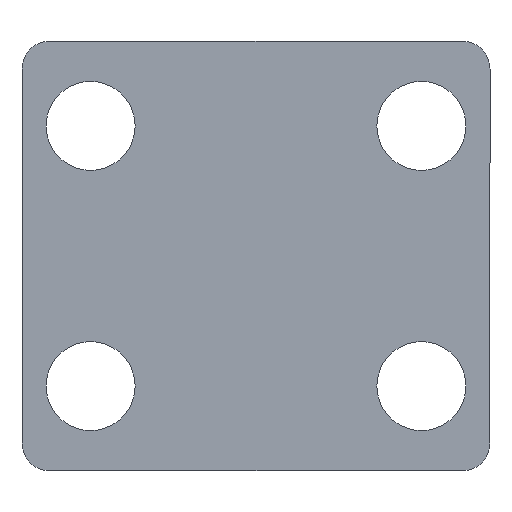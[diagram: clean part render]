
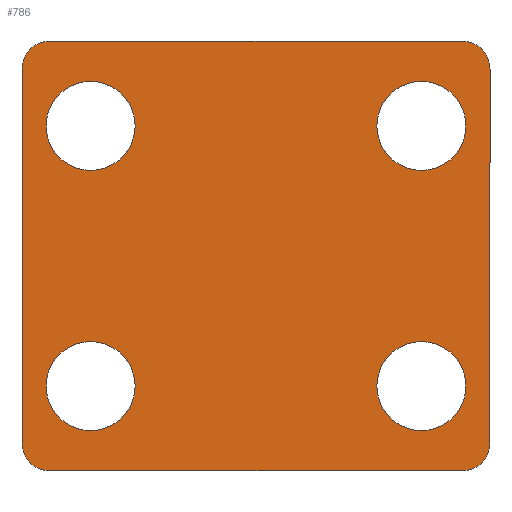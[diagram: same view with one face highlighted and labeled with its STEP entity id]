
A CAD part, front view. The second image highlights one B-rep face of the part: STEP entity #786.
In plain terms, the highlighted planar face has unit normal (0, -1, 0).
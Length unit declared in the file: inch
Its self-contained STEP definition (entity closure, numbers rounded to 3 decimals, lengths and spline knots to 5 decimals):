
#4 = LINE ( 'NONE', #417, #240 ) ;
#11 = VECTOR ( 'NONE', #222, 39.37008 ) ;
#23 = AXIS2_PLACEMENT_3D ( 'NONE', #554, #141, #704 ) ;
#25 = AXIS2_PLACEMENT_3D ( 'NONE', #329, #391, #335 ) ;
#28 = VERTEX_POINT ( 'NONE', #323 ) ;
#40 = CARTESIAN_POINT ( 'NONE',  ( -0.5945, 0., 0.4675 ) ) ;
#56 = AXIS2_PLACEMENT_3D ( 'NONE', #278, #354, #700 ) ;
#60 = CARTESIAN_POINT ( 'NONE',  ( 0.841, 0., 0.672 ) ) ;
#69 = ORIENTED_EDGE ( 'NONE', *, *, #866, .T. ) ;
#72 = DIRECTION ( 'NONE',  ( 0., 0., 1. ) ) ;
#87 = CARTESIAN_POINT ( 'NONE',  ( -0.5945, 0., 0.3075 ) ) ;
#94 = AXIS2_PLACEMENT_3D ( 'NONE', #128, #896, #683 ) ;
#97 = EDGE_CURVE ( 'NONE', #161, #768, #304, .T. ) ;
#98 = VERTEX_POINT ( 'NONE', #325 ) ;
#100 = CARTESIAN_POINT ( 'NONE',  ( 0.741, 0., -0.772 ) ) ;
#117 = DIRECTION ( 'NONE',  ( 0., 0., 1. ) ) ;
#118 = EDGE_CURVE ( 'NONE', #515, #288, #175, .T. ) ;
#128 = CARTESIAN_POINT ( 'NONE',  ( -0.741, 0., 0.672 ) ) ;
#129 = EDGE_CURVE ( 'NONE', #675, #98, #556, .T. ) ;
#141 = DIRECTION ( 'NONE',  ( 0., -1., 0. ) ) ;
#144 = FACE_BOUND ( 'NONE', #456, .T. ) ;
#147 = EDGE_CURVE ( 'NONE', #451, #594, #887, .T. ) ;
#161 = VERTEX_POINT ( 'NONE', #591 ) ;
#162 = CARTESIAN_POINT ( 'NONE',  ( -0.5945, 0., -0.4675 ) ) ;
#172 = ORIENTED_EDGE ( 'NONE', *, *, #684, .F. ) ;
#174 = AXIS2_PLACEMENT_3D ( 'NONE', #162, #430, #650 ) ;
#175 = CIRCLE ( 'NONE', #94, 0.1 ) ;
#180 = EDGE_CURVE ( 'NONE', #295, #723, #842, .T. ) ;
#183 = CARTESIAN_POINT ( 'NONE',  ( 0.741, 0., -0.672 ) ) ;
#201 = CARTESIAN_POINT ( 'NONE',  ( 0.5945, 0., 0.4675 ) ) ;
#210 = CARTESIAN_POINT ( 'NONE',  ( -0.841, 0., -0.672 ) ) ;
#222 = DIRECTION ( 'NONE',  ( -1., 0., 0. ) ) ;
#224 = EDGE_CURVE ( 'NONE', #438, #28, #367, .T. ) ;
#226 = ORIENTED_EDGE ( 'NONE', *, *, #479, .T. ) ;
#230 = ORIENTED_EDGE ( 'NONE', *, *, #118, .T. ) ;
#235 = VERTEX_POINT ( 'NONE', #210 ) ;
#240 = VECTOR ( 'NONE', #285, 39.37008 ) ;
#249 = CARTESIAN_POINT ( 'NONE',  ( 0.841, 0., -0.672 ) ) ;
#254 = VECTOR ( 'NONE', #261, 39.37008 ) ;
#261 = DIRECTION ( 'NONE',  ( 0., 0., 1. ) ) ;
#278 = CARTESIAN_POINT ( 'NONE',  ( 0., 0., 0. ) ) ;
#281 = EDGE_LOOP ( 'NONE', ( #550, #825 ) ) ;
#282 = VERTEX_POINT ( 'NONE', #553 ) ;
#285 = DIRECTION ( 'NONE',  ( 0., 0., -1. ) ) ;
#288 = VERTEX_POINT ( 'NONE', #628 ) ;
#295 = VERTEX_POINT ( 'NONE', #908 ) ;
#304 = CIRCLE ( 'NONE', #380, 0.16 ) ;
#305 = DIRECTION ( 'NONE',  ( 0., 0., 1. ) ) ;
#311 = CARTESIAN_POINT ( 'NONE',  ( -0.741, 0., 0.772 ) ) ;
#316 = CIRCLE ( 'NONE', #840, 0.1 ) ;
#323 = CARTESIAN_POINT ( 'NONE',  ( 0.5945, 0., -0.3075 ) ) ;
#325 = CARTESIAN_POINT ( 'NONE',  ( 0.5945, 0., 0.3075 ) ) ;
#329 = CARTESIAN_POINT ( 'NONE',  ( 0.5945, 0., 0.4675 ) ) ;
#330 = EDGE_CURVE ( 'NONE', #515, #282, #773, .T. ) ;
#334 = FACE_BOUND ( 'NONE', #375, .T. ) ;
#335 = DIRECTION ( 'NONE',  ( 0., 0., 1. ) ) ;
#336 = AXIS2_PLACEMENT_3D ( 'NONE', #376, #657, #305 ) ;
#353 = ORIENTED_EDGE ( 'NONE', *, *, #330, .F. ) ;
#354 = DIRECTION ( 'NONE',  ( 0., 1., 0. ) ) ;
#359 = DIRECTION ( 'NONE',  ( 0., 1., 0. ) ) ;
#367 = CIRCLE ( 'NONE', #795, 0.16 ) ;
#368 = LINE ( 'NONE', #792, #11 ) ;
#375 = EDGE_LOOP ( 'NONE', ( #881, #402 ) ) ;
#376 = CARTESIAN_POINT ( 'NONE',  ( 0.5945, 0., -0.4675 ) ) ;
#380 = AXIS2_PLACEMENT_3D ( 'NONE', #40, #688, #614 ) ;
#381 = EDGE_LOOP ( 'NONE', ( #534, #226 ) ) ;
#391 = DIRECTION ( 'NONE',  ( 0., 1., 0. ) ) ;
#402 = ORIENTED_EDGE ( 'NONE', *, *, #129, .T. ) ;
#405 = FACE_OUTER_BOUND ( 'NONE', #616, .T. ) ;
#417 = CARTESIAN_POINT ( 'NONE',  ( 0.841, 0., -0.772 ) ) ;
#422 = CIRCLE ( 'NONE', #23, 0.1 ) ;
#430 = DIRECTION ( 'NONE',  ( 0., 1., 0. ) ) ;
#438 = VERTEX_POINT ( 'NONE', #721 ) ;
#439 = AXIS2_PLACEMENT_3D ( 'NONE', #526, #478, #823 ) ;
#451 = VERTEX_POINT ( 'NONE', #100 ) ;
#456 = EDGE_LOOP ( 'NONE', ( #498, #69 ) ) ;
#457 = DIRECTION ( 'NONE',  ( 0., 1., 0. ) ) ;
#460 = ORIENTED_EDGE ( 'NONE', *, *, #753, .T. ) ;
#463 = DIRECTION ( 'NONE',  ( 0., -1., 0. ) ) ;
#478 = DIRECTION ( 'NONE',  ( 0., 1., 0. ) ) ;
#479 = EDGE_CURVE ( 'NONE', #28, #438, #734, .T. ) ;
#485 = ORIENTED_EDGE ( 'NONE', *, *, #758, .T. ) ;
#494 = EDGE_CURVE ( 'NONE', #768, #161, #632, .T. ) ;
#498 = ORIENTED_EDGE ( 'NONE', *, *, #180, .T. ) ;
#502 = ORIENTED_EDGE ( 'NONE', *, *, #856, .F. ) ;
#515 = VERTEX_POINT ( 'NONE', #311 ) ;
#526 = CARTESIAN_POINT ( 'NONE',  ( -0.5945, 0., -0.4675 ) ) ;
#534 = ORIENTED_EDGE ( 'NONE', *, *, #224, .T. ) ;
#541 = AXIS2_PLACEMENT_3D ( 'NONE', #183, #463, #673 ) ;
#546 = PLANE ( 'NONE',  #56 ) ;
#550 = ORIENTED_EDGE ( 'NONE', *, *, #494, .T. ) ;
#551 = FACE_BOUND ( 'NONE', #381, .T. ) ;
#553 = CARTESIAN_POINT ( 'NONE',  ( 0.741, 0., 0.772 ) ) ;
#554 = CARTESIAN_POINT ( 'NONE',  ( 0.741, 0., 0.672 ) ) ;
#555 = VECTOR ( 'NONE', #636, 39.37008 ) ;
#556 = CIRCLE ( 'NONE', #25, 0.16 ) ;
#568 = CIRCLE ( 'NONE', #174, 0.16 ) ;
#578 = CIRCLE ( 'NONE', #610, 0.16 ) ;
#591 = CARTESIAN_POINT ( 'NONE',  ( -0.5945, 0., 0.6275 ) ) ;
#594 = VERTEX_POINT ( 'NONE', #249 ) ;
#606 = ORIENTED_EDGE ( 'NONE', *, *, #147, .T. ) ;
#610 = AXIS2_PLACEMENT_3D ( 'NONE', #201, #359, #910 ) ;
#614 = DIRECTION ( 'NONE',  ( 0., 0., 1. ) ) ;
#616 = EDGE_LOOP ( 'NONE', ( #502, #606, #172, #460, #353, #230, #867, #485 ) ) ;
#628 = CARTESIAN_POINT ( 'NONE',  ( -0.841, 0., 0.672 ) ) ;
#630 = DIRECTION ( 'NONE',  ( 0., -1., 0. ) ) ;
#632 = CIRCLE ( 'NONE', #796, 0.16 ) ;
#635 = CARTESIAN_POINT ( 'NONE',  ( -0.841, 0., -0.772 ) ) ;
#636 = DIRECTION ( 'NONE',  ( 1., 0., 0. ) ) ;
#641 = DIRECTION ( 'NONE',  ( 0., 0., 1. ) ) ;
#650 = DIRECTION ( 'NONE',  ( 0., 0., 1. ) ) ;
#651 = EDGE_CURVE ( 'NONE', #98, #675, #578, .T. ) ;
#657 = DIRECTION ( 'NONE',  ( 0., 1., 0. ) ) ;
#673 = DIRECTION ( 'NONE',  ( 0., 0., 1. ) ) ;
#675 = VERTEX_POINT ( 'NONE', #785 ) ;
#683 = DIRECTION ( 'NONE',  ( 0., 0., 1. ) ) ;
#684 = EDGE_CURVE ( 'NONE', #810, #594, #4, .T. ) ;
#688 = DIRECTION ( 'NONE',  ( 0., 1., 0. ) ) ;
#698 = CARTESIAN_POINT ( 'NONE',  ( 0.5945, 0., -0.4675 ) ) ;
#700 = DIRECTION ( 'NONE',  ( 0., 0., 1. ) ) ;
#704 = DIRECTION ( 'NONE',  ( 0., 0., 1. ) ) ;
#706 = LINE ( 'NONE', #635, #254 ) ;
#714 = DIRECTION ( 'NONE',  ( 0., 1., 0. ) ) ;
#721 = CARTESIAN_POINT ( 'NONE',  ( 0.5945, 0., -0.6275 ) ) ;
#723 = VERTEX_POINT ( 'NONE', #766 ) ;
#734 = CIRCLE ( 'NONE', #336, 0.16 ) ;
#738 = VERTEX_POINT ( 'NONE', #913 ) ;
#753 = EDGE_CURVE ( 'NONE', #810, #282, #422, .T. ) ;
#758 = EDGE_CURVE ( 'NONE', #235, #738, #316, .T. ) ;
#766 = CARTESIAN_POINT ( 'NONE',  ( -0.5945, 0., -0.3075 ) ) ;
#768 = VERTEX_POINT ( 'NONE', #87 ) ;
#772 = FACE_BOUND ( 'NONE', #281, .T. ) ;
#773 = LINE ( 'NONE', #855, #555 ) ;
#785 = CARTESIAN_POINT ( 'NONE',  ( 0.5945, 0., 0.6275 ) ) ;
#786 = ADVANCED_FACE ( 'NONE', ( #405, #334, #144, #551, #772 ), #546, .F. ) ;
#792 = CARTESIAN_POINT ( 'NONE',  ( -0.841, 0., -0.772 ) ) ;
#795 = AXIS2_PLACEMENT_3D ( 'NONE', #698, #714, #641 ) ;
#796 = AXIS2_PLACEMENT_3D ( 'NONE', #900, #457, #117 ) ;
#810 = VERTEX_POINT ( 'NONE', #60 ) ;
#813 = EDGE_CURVE ( 'NONE', #235, #288, #706, .T. ) ;
#823 = DIRECTION ( 'NONE',  ( 0., 0., 1. ) ) ;
#825 = ORIENTED_EDGE ( 'NONE', *, *, #97, .T. ) ;
#840 = AXIS2_PLACEMENT_3D ( 'NONE', #919, #630, #72 ) ;
#842 = CIRCLE ( 'NONE', #439, 0.16 ) ;
#855 = CARTESIAN_POINT ( 'NONE',  ( -0.841, 0., 0.772 ) ) ;
#856 = EDGE_CURVE ( 'NONE', #451, #738, #368, .T. ) ;
#866 = EDGE_CURVE ( 'NONE', #723, #295, #568, .T. ) ;
#867 = ORIENTED_EDGE ( 'NONE', *, *, #813, .F. ) ;
#881 = ORIENTED_EDGE ( 'NONE', *, *, #651, .T. ) ;
#887 = CIRCLE ( 'NONE', #541, 0.1 ) ;
#896 = DIRECTION ( 'NONE',  ( 0., -1., 0. ) ) ;
#900 = CARTESIAN_POINT ( 'NONE',  ( -0.5945, 0., 0.4675 ) ) ;
#908 = CARTESIAN_POINT ( 'NONE',  ( -0.5945, 0., -0.6275 ) ) ;
#910 = DIRECTION ( 'NONE',  ( 0., 0., 1. ) ) ;
#913 = CARTESIAN_POINT ( 'NONE',  ( -0.741, 0., -0.772 ) ) ;
#919 = CARTESIAN_POINT ( 'NONE',  ( -0.741, 0., -0.672 ) ) ;
